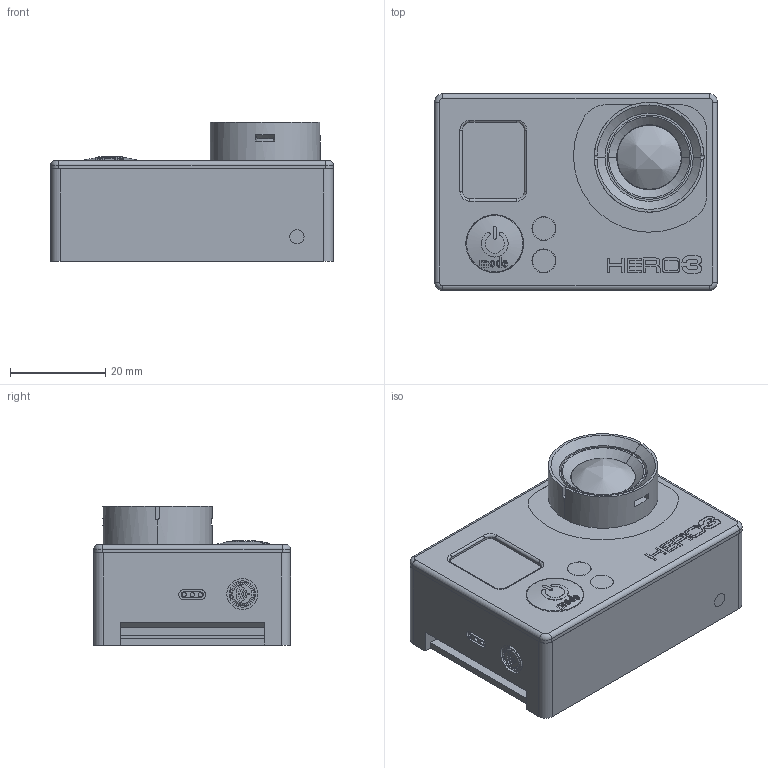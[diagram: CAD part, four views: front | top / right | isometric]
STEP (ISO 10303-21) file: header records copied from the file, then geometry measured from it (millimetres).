
FILE_DESCRIPTION (( 'STEP AP203' ), '1' );
FILE_NAME ('GoPro3_by_Stephanne_Schwecke_.STEP', '2014-08-31T10:14:17', ( '' ), ( '' ), 'SwSTEP 2.0', 'SolidWorks 2013', '' );
FILE_SCHEMA (( 'CONFIG_CONTROL_DESIGN' ));
Products named in the file (1): GoPro3_by_Stephanne_Schwecke_
Bounding box: 59.25 x 41.3 x 29.15 mm (x, y, z)
Surface area: 19295.1 mm2 (no closed solid volume)
Topology: 0 solids, 24 shells, 3141 faces, 8405 edges, 5594 vertices
Faces by surface type: plane 1784, bspline 854, cylinder 489, cone 10, torus 4
Entity records: 103396 total; most frequent: CARTESIAN_POINT 30125, ORIENTED_EDGE 16761, DIRECTION 12026, EDGE_CURVE 8405, LINE 5652, VECTOR 5652, VERTEX_POINT 5594, EDGE_LOOP 3495
